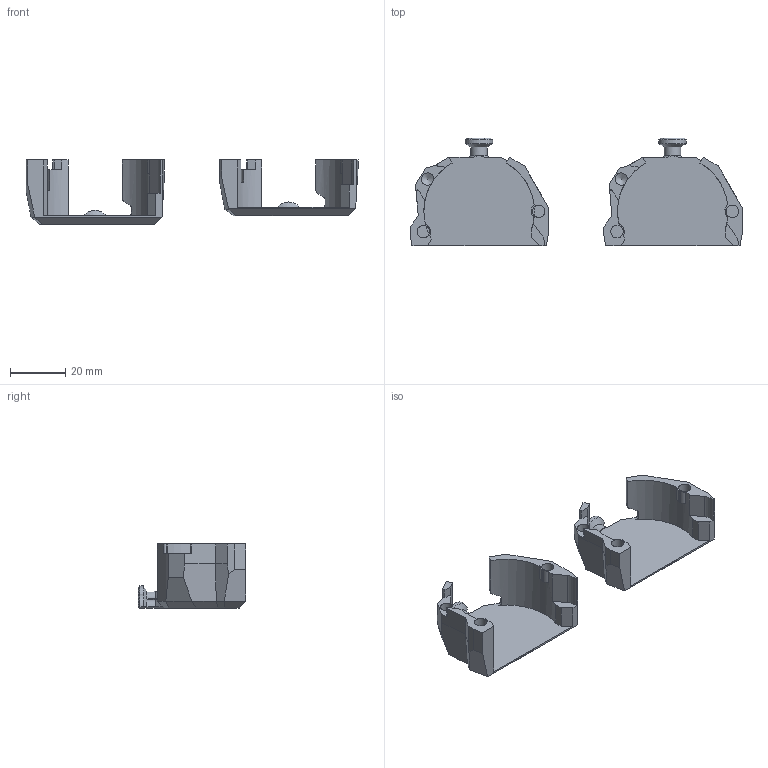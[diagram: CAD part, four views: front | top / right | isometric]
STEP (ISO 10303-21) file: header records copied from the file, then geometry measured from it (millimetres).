
FILE_DESCRIPTION(/* description */ (''),/* implementation_level */ '2;1');
FILE_NAME(/* name */ 'Cable Mount_RC2.step',/* time_stamp */ '2023-07-23T23:44:49+02:00',/* author */ (''),/* organization */ (''),/* preprocessor_version */ 'ST-DEVELOPER v19.2',/* originating_system */ 'Autodesk Translation Framework v12.6.0.85',/* authorisation */ '');
FILE_SCHEMA (('AUTOMOTIVE_DESIGN { 1 0 10303 214 3 1 1 }'));
Length unit declared in the file: millimetre
Products named in the file (3): Cable Mount_RC2; 17mm ; 20 mm
Assembly tree (2 placements, depth 2):
  Cable Mount_RC2
    17mm 
    20 mm
Bounding box: 120 x 39 x 23.2 mm (x, y, z)
Volume: 15993 mm3; surface area: 12289.5 mm2
Topology: 2 solids, 2 shells, 192 faces, 556 edges, 366 vertices
Faces by surface type: plane 132, cylinder 38, bspline 12, cone 10
Full cylindrical faces by diameter (mm): 4.5 x4
Entity records: 6656 total; most frequent: CARTESIAN_POINT 1621, ORIENTED_EDGE 1108, DIRECTION 954, EDGE_CURVE 554, VERTEX_POINT 366, LINE 356, VECTOR 356, AXIS2_PLACEMENT_3D 299
